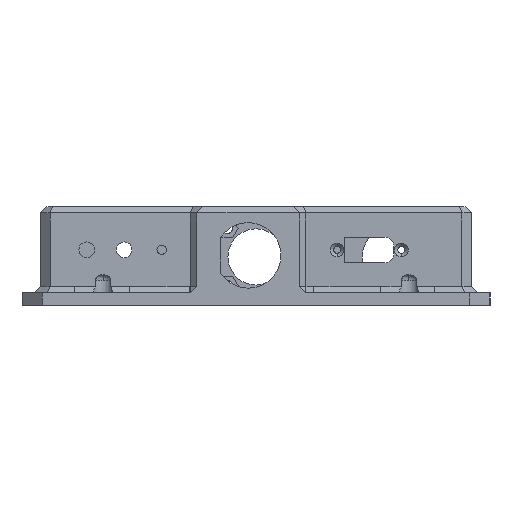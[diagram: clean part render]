
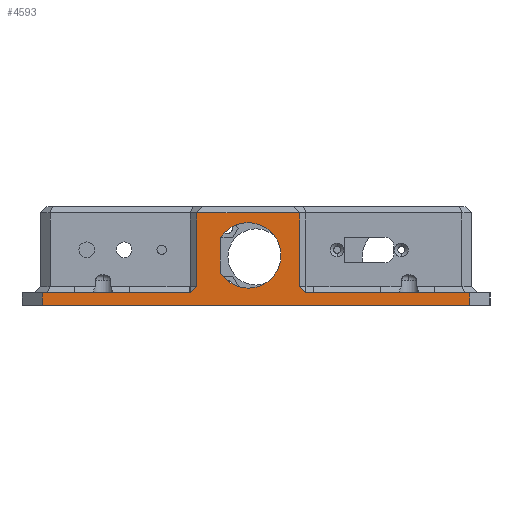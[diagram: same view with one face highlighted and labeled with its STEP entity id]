
A CAD part, left-side view. The second image highlights one B-rep face of the part: STEP entity #4593.
In plain terms, the highlighted planar face has unit normal (-1, 0, 0).
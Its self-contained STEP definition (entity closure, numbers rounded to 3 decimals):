
#7 = LINE ( 'NONE', #5872, #4637 ) ;
#97 = AXIS2_PLACEMENT_3D ( 'NONE', #6113, #9349, #2872 ) ;
#166 = ORIENTED_EDGE ( 'NONE', *, *, #9231, .T. ) ;
#372 = DIRECTION ( 'NONE',  ( -1., 0., 0. ) ) ;
#411 = ORIENTED_EDGE ( 'NONE', *, *, #1972, .T. ) ;
#414 = CARTESIAN_POINT ( 'NONE',  ( -126., 63., -12. ) ) ;
#435 = LINE ( 'NONE', #3713, #9729 ) ;
#621 = CARTESIAN_POINT ( 'NONE',  ( -126., 128.985, -26. ) ) ;
#773 = LINE ( 'NONE', #10542, #6085 ) ;
#798 = LINE ( 'NONE', #2015, #8794 ) ;
#802 = EDGE_LOOP ( 'NONE', ( #3690, #3877, #411, #9190, #2920, #166, #2614, #10114, #7423, #3863 ) ) ;
#1057 = EDGE_CURVE ( 'NONE', #1929, #6388, #8844, .T. ) ;
#1065 = CARTESIAN_POINT ( 'NONE',  ( -126., -7.985, -24. ) ) ;
#1243 = VERTEX_POINT ( 'NONE', #4242 ) ;
#1395 = EDGE_CURVE ( 'NONE', #6240, #10299, #2607, .T. ) ;
#1412 = CARTESIAN_POINT ( 'NONE',  ( -126., 72., -17.408 ) ) ;
#1618 = VERTEX_POINT ( 'NONE', #8441 ) ;
#1718 = ORIENTED_EDGE ( 'NONE', *, *, #1395, .F. ) ;
#1800 = CARTESIAN_POINT ( 'NONE',  ( -126., 79.5, -28. ) ) ;
#1817 = LINE ( 'NONE', #8423, #9496 ) ;
#1849 = CARTESIAN_POINT ( 'NONE',  ( -126., 72., -6.592 ) ) ;
#1929 = VERTEX_POINT ( 'NONE', #10238 ) ;
#1972 = EDGE_CURVE ( 'NONE', #4758, #9545, #1982, .T. ) ;
#1982 = LINE ( 'NONE', #1065, #2207 ) ;
#2015 = CARTESIAN_POINT ( 'NONE',  ( -126., -2.985, -24. ) ) ;
#2118 = CARTESIAN_POINT ( 'NONE',  ( -126., 46.5, 1.6 ) ) ;
#2207 = VECTOR ( 'NONE', #6210, 1000. ) ;
#2378 = EDGE_CURVE ( 'NONE', #6388, #9495, #8621, .T. ) ;
#2389 = CARTESIAN_POINT ( 'NONE',  ( -126., 81.5, -24. ) ) ;
#2467 = CARTESIAN_POINT ( 'NONE',  ( -126., 128.985, -28. ) ) ;
#2607 = CIRCLE ( 'NONE', #9956, 10.5 ) ;
#2614 = ORIENTED_EDGE ( 'NONE', *, *, #2630, .T. ) ;
#2630 = EDGE_CURVE ( 'NONE', #1243, #1618, #9305, .T. ) ;
#2674 = DIRECTION ( 'NONE',  ( 0., 0., -1. ) ) ;
#2708 = VERTEX_POINT ( 'NONE', #2118 ) ;
#2745 = CARTESIAN_POINT ( 'NONE',  ( -126., 44.5, -24. ) ) ;
#2824 = DIRECTION ( 'NONE',  ( 0., 0., -1. ) ) ;
#2872 = DIRECTION ( 'NONE',  ( 0., 0., 1. ) ) ;
#2920 = ORIENTED_EDGE ( 'NONE', *, *, #4946, .T. ) ;
#2978 = EDGE_CURVE ( 'NONE', #1618, #4294, #6271, .T. ) ;
#3024 = EDGE_LOOP ( 'NONE', ( #1718, #4088, #6203, #8181 ) ) ;
#3257 = VECTOR ( 'NONE', #2674, 1000. ) ;
#3325 = AXIS2_PLACEMENT_3D ( 'NONE', #4517, #8634, #6260 ) ;
#3488 = EDGE_CURVE ( 'NONE', #10302, #5344, #8018, .T. ) ;
#3690 = ORIENTED_EDGE ( 'NONE', *, *, #1057, .F. ) ;
#3703 = CARTESIAN_POINT ( 'NONE',  ( -126., 46.5, -22. ) ) ;
#3713 = CARTESIAN_POINT ( 'NONE',  ( -126., 79.5, 1.6 ) ) ;
#3863 = ORIENTED_EDGE ( 'NONE', *, *, #2378, .F. ) ;
#3877 = ORIENTED_EDGE ( 'NONE', *, *, #9745, .T. ) ;
#3923 = CARTESIAN_POINT ( 'NONE',  ( -126., 2.5, -28. ) ) ;
#4088 = ORIENTED_EDGE ( 'NONE', *, *, #8881, .F. ) ;
#4116 = DIRECTION ( 'NONE',  ( 0., 0.707, 0.707 ) ) ;
#4242 = CARTESIAN_POINT ( 'NONE',  ( -126., 79.5, 1.6 ) ) ;
#4294 = VERTEX_POINT ( 'NONE', #2389 ) ;
#4471 = DIRECTION ( 'NONE',  ( 0., 1., 0. ) ) ;
#4517 = CARTESIAN_POINT ( 'NONE',  ( -126., -2.985, -26. ) ) ;
#4559 = DIRECTION ( 'NONE',  ( 0., 0., 1. ) ) ;
#4593 = ADVANCED_FACE ( 'NONE', ( #5336, #10239 ), #9556, .F. ) ;
#4637 = VECTOR ( 'NONE', #8314, 1000. ) ;
#4758 = VERTEX_POINT ( 'NONE', #4790 ) ;
#4790 = CARTESIAN_POINT ( 'NONE',  ( -126., -7.985, -24. ) ) ;
#4946 = EDGE_CURVE ( 'NONE', #9626, #2708, #1817, .T. ) ;
#5010 = DIRECTION ( 'NONE',  ( 0., 0., 1. ) ) ;
#5146 = VECTOR ( 'NONE', #10281, 1000. ) ;
#5336 = FACE_OUTER_BOUND ( 'NONE', #802, .T. ) ;
#5344 = VERTEX_POINT ( 'NONE', #1849 ) ;
#5488 = CARTESIAN_POINT ( 'NONE',  ( -126., 72., -17.408 ) ) ;
#5769 = CIRCLE ( 'NONE', #97, 10.5 ) ;
#5872 = CARTESIAN_POINT ( 'NONE',  ( -126., -7.985, -26. ) ) ;
#5880 = EDGE_CURVE ( 'NONE', #10299, #10302, #5769, .T. ) ;
#6041 = DIRECTION ( 'NONE',  ( 0., 0., 1. ) ) ;
#6073 = DIRECTION ( 'NONE',  ( 0., 1., 0. ) ) ;
#6085 = VECTOR ( 'NONE', #4116, 1000. ) ;
#6113 = CARTESIAN_POINT ( 'NONE',  ( -126., 63., -12. ) ) ;
#6203 = ORIENTED_EDGE ( 'NONE', *, *, #3488, .F. ) ;
#6210 = DIRECTION ( 'NONE',  ( 0., 1., 0. ) ) ;
#6240 = VERTEX_POINT ( 'NONE', #5488 ) ;
#6260 = DIRECTION ( 'NONE',  ( 0., 0., -1. ) ) ;
#6271 = LINE ( 'NONE', #9455, #10394 ) ;
#6332 = LINE ( 'NONE', #1412, #6383 ) ;
#6383 = VECTOR ( 'NONE', #2824, 1000. ) ;
#6388 = VERTEX_POINT ( 'NONE', #2467 ) ;
#7120 = CARTESIAN_POINT ( 'NONE',  ( -126., 63., -1.5 ) ) ;
#7217 = DIRECTION ( 'NONE',  ( 0., 1., 0. ) ) ;
#7423 = ORIENTED_EDGE ( 'NONE', *, *, #8400, .T. ) ;
#7689 = CARTESIAN_POINT ( 'NONE',  ( -126., 63., -12. ) ) ;
#7893 = CARTESIAN_POINT ( 'NONE',  ( -126., 128.985, -24. ) ) ;
#8018 = CIRCLE ( 'NONE', #9892, 10.5 ) ;
#8181 = ORIENTED_EDGE ( 'NONE', *, *, #5880, .F. ) ;
#8314 = DIRECTION ( 'NONE',  ( 0., 0., 1. ) ) ;
#8400 = EDGE_CURVE ( 'NONE', #4294, #9495, #798, .T. ) ;
#8423 = CARTESIAN_POINT ( 'NONE',  ( -126., 46.5, -28. ) ) ;
#8441 = CARTESIAN_POINT ( 'NONE',  ( -126., 79.5, -22. ) ) ;
#8566 = DIRECTION ( 'NONE',  ( -1., 0., 0. ) ) ;
#8621 = LINE ( 'NONE', #621, #5146 ) ;
#8634 = DIRECTION ( 'NONE',  ( 1., 0., 0. ) ) ;
#8643 = EDGE_CURVE ( 'NONE', #9545, #9626, #773, .T. ) ;
#8756 = VECTOR ( 'NONE', #7217, 1000. ) ;
#8794 = VECTOR ( 'NONE', #6073, 1000. ) ;
#8806 = DIRECTION ( 'NONE',  ( 0., 0.707, -0.707 ) ) ;
#8844 = LINE ( 'NONE', #3923, #8756 ) ;
#8881 = EDGE_CURVE ( 'NONE', #5344, #6240, #6332, .T. ) ;
#9190 = ORIENTED_EDGE ( 'NONE', *, *, #8643, .T. ) ;
#9231 = EDGE_CURVE ( 'NONE', #2708, #1243, #435, .T. ) ;
#9305 = LINE ( 'NONE', #1800, #3257 ) ;
#9349 = DIRECTION ( 'NONE',  ( -1., 0., 0. ) ) ;
#9455 = CARTESIAN_POINT ( 'NONE',  ( -126., 39.007, 18.493 ) ) ;
#9495 = VERTEX_POINT ( 'NONE', #7893 ) ;
#9496 = VECTOR ( 'NONE', #5010, 1000. ) ;
#9545 = VERTEX_POINT ( 'NONE', #2745 ) ;
#9556 = PLANE ( 'NONE',  #3325 ) ;
#9626 = VERTEX_POINT ( 'NONE', #3703 ) ;
#9729 = VECTOR ( 'NONE', #4471, 1000. ) ;
#9745 = EDGE_CURVE ( 'NONE', #1929, #4758, #7, .T. ) ;
#9892 = AXIS2_PLACEMENT_3D ( 'NONE', #7689, #372, #6041 ) ;
#9956 = AXIS2_PLACEMENT_3D ( 'NONE', #414, #8566, #4559 ) ;
#10114 = ORIENTED_EDGE ( 'NONE', *, *, #2978, .T. ) ;
#10194 = CARTESIAN_POINT ( 'NONE',  ( -126., 63., -22.5 ) ) ;
#10238 = CARTESIAN_POINT ( 'NONE',  ( -126., -7.985, -28. ) ) ;
#10239 = FACE_BOUND ( 'NONE', #3024, .T. ) ;
#10281 = DIRECTION ( 'NONE',  ( 0., 0., 1. ) ) ;
#10299 = VERTEX_POINT ( 'NONE', #10194 ) ;
#10302 = VERTEX_POINT ( 'NONE', #7120 ) ;
#10394 = VECTOR ( 'NONE', #8806, 1000. ) ;
#10542 = CARTESIAN_POINT ( 'NONE',  ( -126., 18.507, -49.993 ) ) ;
